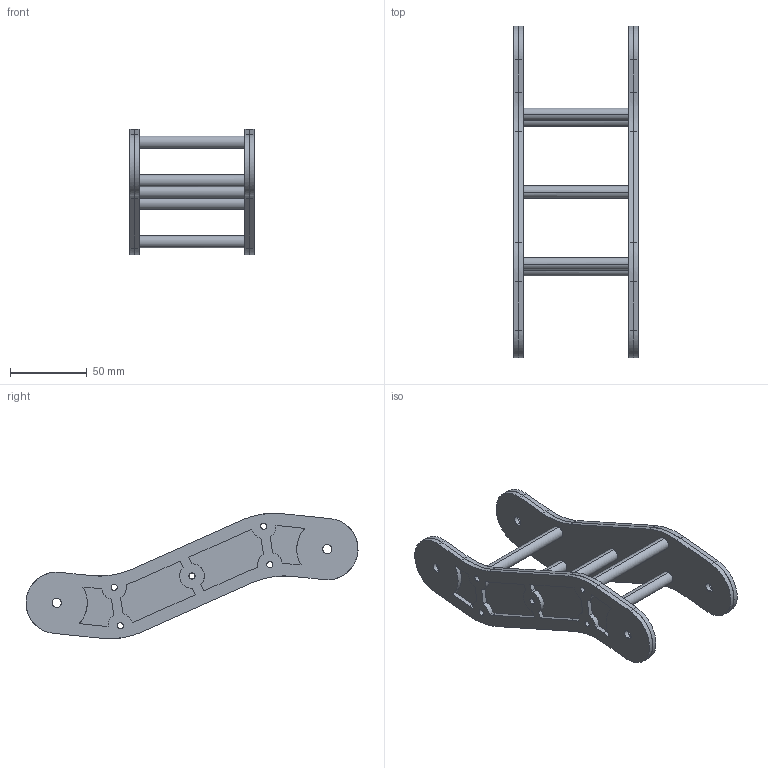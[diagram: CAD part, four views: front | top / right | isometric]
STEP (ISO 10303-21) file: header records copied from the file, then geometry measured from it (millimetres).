
FILE_DESCRIPTION(/* description */ (''),/* implementation_level */ '2;1');
FILE_NAME(/* name */ 'arm_1',/* time_stamp */ '2018-07-04T14:57:33+02:00',/* author */ (''),/* organization */ (''),/* preprocessor_version */ 'ST-DEVELOPER v15',/* originating_system */ '',/* authorisation */ '');
FILE_SCHEMA (('CONFIG_CONTROL_DESIGN'));
Length unit declared in the file: millimetre
Products named in the file (3): Document; Brazo_Default<As Machined>
Assembly tree (2 placements, depth 3):
  Document
    Document
      Brazo_Default<As Machined>
Bounding box: 80.96 x 216.55 x 81.93 mm (x, y, z)
Volume: 99301.1 mm3; surface area: 80667.5 mm2
Topology: 9 solids, 9 shells, 216 faces, 594 edges, 396 vertices
Faces by surface type: bspline 142, plane 74
Entity records: 8563 total; most frequent: CARTESIAN_POINT 4882, ORIENTED_EDGE 1188, EDGE_CURVE 594, VERTEX_POINT 396, EDGE_LOOP 298, ADVANCED_FACE 216, FACE_OUTER_BOUND 216, B_SPLINE_CURVE_WITH_KNOTS 177
